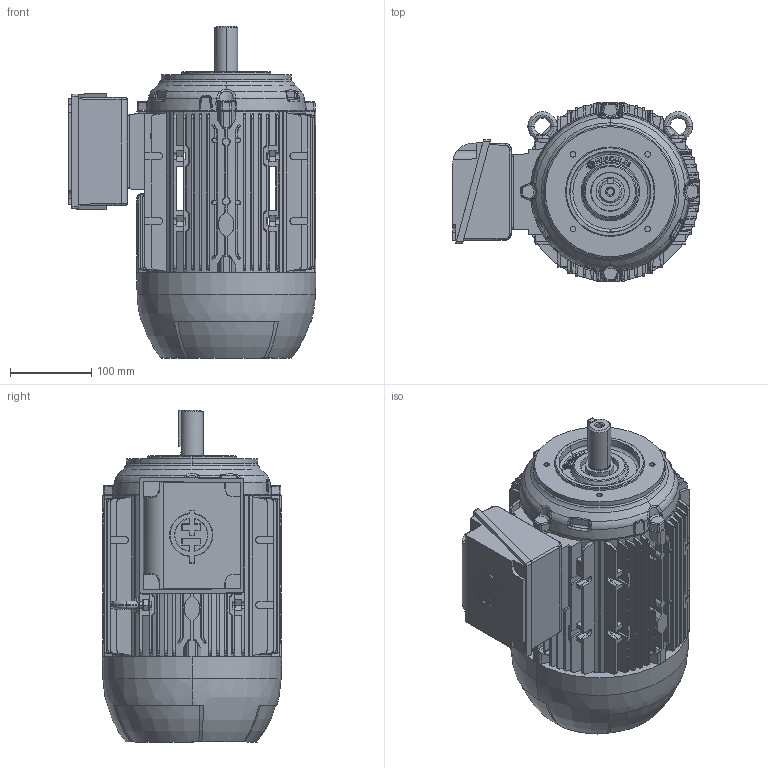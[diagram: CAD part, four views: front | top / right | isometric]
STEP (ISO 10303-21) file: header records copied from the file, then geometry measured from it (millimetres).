
FILE_DESCRIPTION (( 'STEP AP203' ), '1' );
FILE_NAME ('112S_SP_DI_RIGHT.STEP', '2022-06-28T18:58:19', ( '' ), ( '' ), 'SwSTEP 2.0', 'SolidWorks 2020', '' );
FILE_SCHEMA (( 'CONFIG_CONTROL_DESIGN' ));
Products named in the file (1): 112S_SP_DI_RIGHT
Bounding box: 305.07 x 220.75 x 408.5 mm (x, y, z)
Surface area: 679018.9 mm2 (no closed solid volume)
Topology: 0 solids, 14 shells, 1794 faces, 5338 edges, 3555 vertices
Faces by surface type: plane 970, cylinder 374, cone 208, bspline 152, torus 78, sphere 12
Entity records: 67758 total; most frequent: CARTESIAN_POINT 23719, ORIENTED_EDGE 9759, DIRECTION 7961, EDGE_CURVE 5332, VERTEX_POINT 3555, VECTOR 2875, LINE 2875, AXIS2_PLACEMENT_3D 2543
